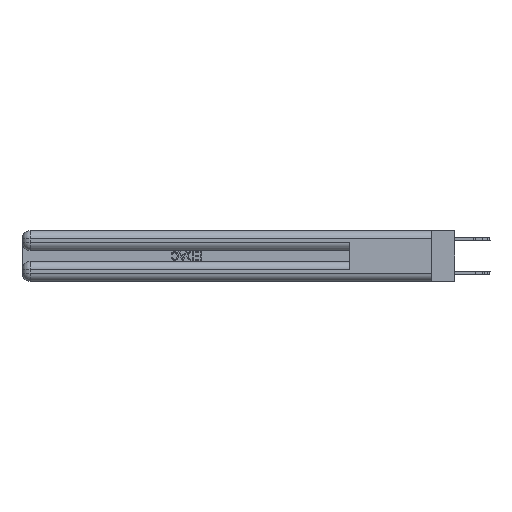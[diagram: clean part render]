
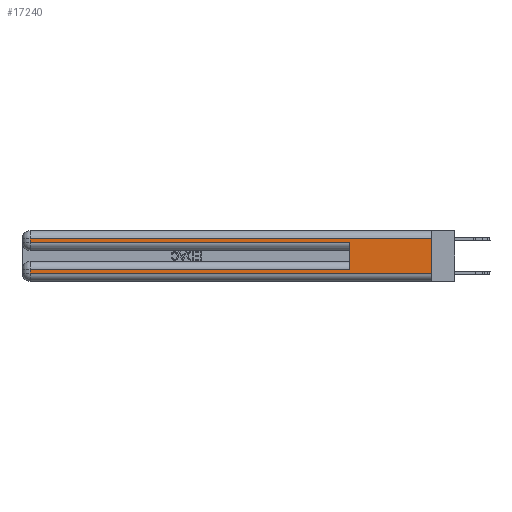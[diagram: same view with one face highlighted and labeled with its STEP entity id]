
A CAD part, left-side view. The second image highlights one B-rep face of the part: STEP entity #17240.
In plain terms, the highlighted planar face has unit normal (-1, 0, 0).
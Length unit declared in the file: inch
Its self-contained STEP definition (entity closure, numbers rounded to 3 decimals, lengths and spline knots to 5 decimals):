
#916 = CARTESIAN_POINT ( 'NONE',  ( 0., 0., 0.31 ) ) ;
#1946 = ORIENTED_EDGE ( 'NONE', *, *, #25517, .T. ) ;
#2098 = CARTESIAN_POINT ( 'NONE',  ( 0., 0., 0.37 ) ) ;
#2136 = CARTESIAN_POINT ( 'NONE',  ( 0., 0., 0.06 ) ) ;
#2794 = LINE ( 'NONE', #13194, #24584 ) ;
#3576 = CARTESIAN_POINT ( 'NONE',  ( 0., 2.94, 0.31 ) ) ;
#4296 = EDGE_CURVE ( 'NONE', #17851, #29738, #24931, .T. ) ;
#4438 = FACE_OUTER_BOUND ( 'NONE', #7569, .T. ) ;
#5932 = CARTESIAN_POINT ( 'NONE',  ( 0., 2.94, 0.06 ) ) ;
#6096 = EDGE_CURVE ( 'NONE', #17851, #16756, #32116, .T. ) ;
#6974 = PLANE ( 'NONE',  #10099 ) ;
#7569 = EDGE_LOOP ( 'NONE', ( #26649, #21287, #31021, #1946, #18079, #13369, #23656, #32997 ) ) ;
#7635 = EDGE_CURVE ( 'NONE', #20329, #10858, #19565, .T. ) ;
#8589 = VECTOR ( 'NONE', #12536, 39.37008 ) ;
#9393 = CARTESIAN_POINT ( 'NONE',  ( 0., 2.94, 0.285 ) ) ;
#9496 = CARTESIAN_POINT ( 'NONE',  ( 0., 0., 0.06 ) ) ;
#9725 = DIRECTION ( 'NONE',  ( 0., -1., 0. ) ) ;
#10099 = AXIS2_PLACEMENT_3D ( 'NONE', #2098, #12368, #20204 ) ;
#10242 = DIRECTION ( 'NONE',  ( 0., 0., -1. ) ) ;
#10658 = VERTEX_POINT ( 'NONE', #3576 ) ;
#10671 = CARTESIAN_POINT ( 'NONE',  ( 0., 2.94, 0.37 ) ) ;
#10858 = VERTEX_POINT ( 'NONE', #9496 ) ;
#12225 = VECTOR ( 'NONE', #23167, 39.37008 ) ;
#12368 = DIRECTION ( 'NONE',  ( 1., 0., 0. ) ) ;
#12536 = DIRECTION ( 'NONE',  ( 0., 0., -1. ) ) ;
#13194 = CARTESIAN_POINT ( 'NONE',  ( 0., 0., 0.285 ) ) ;
#13369 = ORIENTED_EDGE ( 'NONE', *, *, #6096, .T. ) ;
#14041 = CARTESIAN_POINT ( 'NONE',  ( 0., 0., 0.085 ) ) ;
#15441 = EDGE_CURVE ( 'NONE', #19651, #10658, #21189, .T. ) ;
#15691 = DIRECTION ( 'NONE',  ( 0., -1., 0. ) ) ;
#16756 = VERTEX_POINT ( 'NONE', #29813 ) ;
#17110 = LINE ( 'NONE', #18067, #30130 ) ;
#17240 = ADVANCED_FACE ( 'NONE', ( #4438 ), #6974, .F. ) ;
#17362 = EDGE_CURVE ( 'NONE', #16756, #20329, #28223, .T. ) ;
#17537 = CARTESIAN_POINT ( 'NONE',  ( 0., 0.6, 0.285 ) ) ;
#17810 = CARTESIAN_POINT ( 'NONE',  ( 0., 0.6, 0.085 ) ) ;
#17851 = VERTEX_POINT ( 'NONE', #17810 ) ;
#18067 = CARTESIAN_POINT ( 'NONE',  ( 0., 2.94, 0.37 ) ) ;
#18079 = ORIENTED_EDGE ( 'NONE', *, *, #4296, .F. ) ;
#19145 = VECTOR ( 'NONE', #28937, 39.37008 ) ;
#19377 = LINE ( 'NONE', #27751, #8589 ) ;
#19565 = LINE ( 'NONE', #2136, #21357 ) ;
#19651 = VERTEX_POINT ( 'NONE', #26302 ) ;
#20204 = DIRECTION ( 'NONE',  ( 0., 0., -1. ) ) ;
#20329 = VERTEX_POINT ( 'NONE', #5932 ) ;
#21189 = LINE ( 'NONE', #916, #22176 ) ;
#21287 = ORIENTED_EDGE ( 'NONE', *, *, #15441, .T. ) ;
#21357 = VECTOR ( 'NONE', #9725, 39.37008 ) ;
#22176 = VECTOR ( 'NONE', #26719, 39.37008 ) ;
#23035 = VERTEX_POINT ( 'NONE', #9393 ) ;
#23167 = DIRECTION ( 'NONE',  ( 0., 0., -1. ) ) ;
#23487 = EDGE_CURVE ( 'NONE', #19651, #10858, #19377, .T. ) ;
#23656 = ORIENTED_EDGE ( 'NONE', *, *, #17362, .T. ) ;
#24584 = VECTOR ( 'NONE', #15691, 39.37008 ) ;
#24931 = LINE ( 'NONE', #25110, #27426 ) ;
#25110 = CARTESIAN_POINT ( 'NONE',  ( 0., 0.6, 0.145 ) ) ;
#25517 = EDGE_CURVE ( 'NONE', #23035, #29738, #2794, .T. ) ;
#26302 = CARTESIAN_POINT ( 'NONE',  ( 0., 0., 0.31 ) ) ;
#26649 = ORIENTED_EDGE ( 'NONE', *, *, #23487, .F. ) ;
#26719 = DIRECTION ( 'NONE',  ( 0., 1., 0. ) ) ;
#27426 = VECTOR ( 'NONE', #32320, 39.37008 ) ;
#27751 = CARTESIAN_POINT ( 'NONE',  ( 0., 0., 0.37 ) ) ;
#28223 = LINE ( 'NONE', #10671, #12225 ) ;
#28937 = DIRECTION ( 'NONE',  ( 0., 1., 0. ) ) ;
#29265 = EDGE_CURVE ( 'NONE', #10658, #23035, #17110, .T. ) ;
#29738 = VERTEX_POINT ( 'NONE', #17537 ) ;
#29813 = CARTESIAN_POINT ( 'NONE',  ( 0., 2.94, 0.085 ) ) ;
#30130 = VECTOR ( 'NONE', #10242, 39.37008 ) ;
#31021 = ORIENTED_EDGE ( 'NONE', *, *, #29265, .T. ) ;
#32116 = LINE ( 'NONE', #14041, #19145 ) ;
#32320 = DIRECTION ( 'NONE',  ( 0., 0., 1. ) ) ;
#32997 = ORIENTED_EDGE ( 'NONE', *, *, #7635, .T. ) ;
